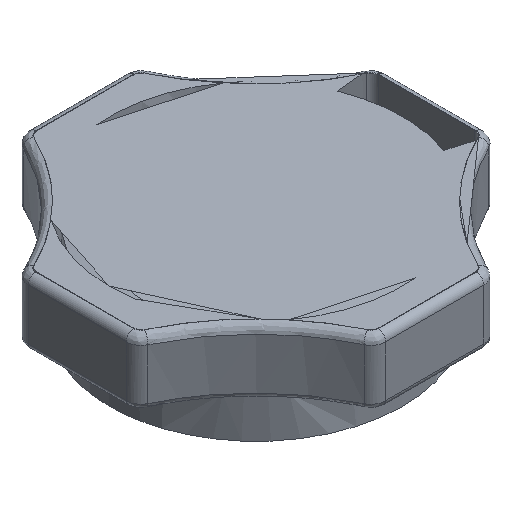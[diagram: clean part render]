
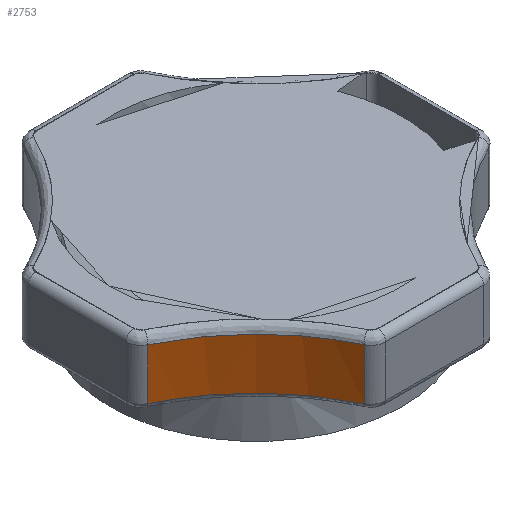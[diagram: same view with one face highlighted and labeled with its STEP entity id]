
A CAD part, isometric view. The second image highlights one B-rep face of the part: STEP entity #2753.
In plain terms, the highlighted free-form (B-spline) face has degree [2, 1] with [3, 2] control points.
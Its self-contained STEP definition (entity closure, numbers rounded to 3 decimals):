
#552 = VERTEX_POINT('',#553);
#553 = CARTESIAN_POINT('',(-31.247,-11.442,
    -8.318));
#607 = VERTEX_POINT('',#608);
#608 = CARTESIAN_POINT('',(-11.442,-31.247,
    -8.318));
#614 = EDGE_CURVE('',#607,#552,#615,.T.);
#615 = ( BOUNDED_CURVE() B_SPLINE_CURVE(2,(#616,#617,#618),
.UNSPECIFIED.,.F.,.F.) B_SPLINE_CURVE_WITH_KNOTS((3,3),(5.948,
6.618),.PIECEWISE_BEZIER_KNOTS.) CURVE() 
GEOMETRIC_REPRESENTATION_ITEM() RATIONAL_B_SPLINE_CURVE((1.,
0.944,1.)) REPRESENTATION_ITEM('') );
#616 = CARTESIAN_POINT('',(-11.442,-31.247,
    -8.318));
#617 = CARTESIAN_POINT('',(-17.895,-17.895,
    -8.318));
#618 = CARTESIAN_POINT('',(-31.247,-11.442,
    -8.318));
#1905 = VERTEX_POINT('',#1906);
#1906 = CARTESIAN_POINT('',(-31.247,-11.442,
    1.037));
#1941 = VERTEX_POINT('',#1942);
#1942 = CARTESIAN_POINT('',(-11.442,-31.247,
    1.037));
#1957 = EDGE_CURVE('',#1905,#1941,#1958,.T.);
#1958 = ( BOUNDED_CURVE() B_SPLINE_CURVE(2,(#1959,#1960,#1961),
.UNSPECIFIED.,.F.,.F.) B_SPLINE_CURVE_WITH_KNOTS((3,3),(5.948,
6.618),.PIECEWISE_BEZIER_KNOTS.) CURVE() 
GEOMETRIC_REPRESENTATION_ITEM() RATIONAL_B_SPLINE_CURVE((1.,
0.944,1.)) REPRESENTATION_ITEM('') );
#1959 = CARTESIAN_POINT('',(-31.247,-11.442,
    1.037));
#1960 = CARTESIAN_POINT('',(-17.895,-17.895,
    1.037));
#1961 = CARTESIAN_POINT('',(-11.442,-31.247,
    1.037));
#2643 = EDGE_CURVE('',#552,#1905,#2644,.T.);
#2644 = B_SPLINE_CURVE_WITH_KNOTS('',1,(#2645,#2646),.UNSPECIFIED.,.F.,
  .F.,(2,2),(-11.,-1.44),.PIECEWISE_BEZIER_KNOTS.);
#2645 = CARTESIAN_POINT('',(-31.247,-11.442,
    -8.318));
#2646 = CARTESIAN_POINT('',(-31.247,-11.442,
    1.037));
#2663 = EDGE_CURVE('',#1941,#607,#2664,.T.);
#2664 = B_SPLINE_CURVE_WITH_KNOTS('',1,(#2665,#2666),.UNSPECIFIED.,.F.,
  .F.,(2,2),(1.44,11.),.PIECEWISE_BEZIER_KNOTS.);
#2665 = CARTESIAN_POINT('',(-11.442,-31.247,
    1.037));
#2666 = CARTESIAN_POINT('',(-11.442,-31.247,
    -8.318));
#2753 = ADVANCED_FACE('',(#2754),#2760,.F.);
#2754 = FACE_BOUND('',#2755,.F.);
#2755 = EDGE_LOOP('',(#2756,#2757,#2758,#2759));
#2756 = ORIENTED_EDGE('',*,*,#2643,.T.);
#2757 = ORIENTED_EDGE('',*,*,#1957,.T.);
#2758 = ORIENTED_EDGE('',*,*,#2663,.T.);
#2759 = ORIENTED_EDGE('',*,*,#614,.T.);
#2760 = ( BOUNDED_SURFACE() B_SPLINE_SURFACE(2,1,(
    (#2761,#2762)
    ,(#2763,#2764)
    ,(#2765,#2766
)),.UNSPECIFIED.,.F.,.F.,.F.) B_SPLINE_SURFACE_WITH_KNOTS((3,3),(2,2),(
    5.573,6.243),(1.44,11.),.PIECEWISE_BEZIER_KNOTS.) 
GEOMETRIC_REPRESENTATION_ITEM() RATIONAL_B_SPLINE_SURFACE((
    (1.,1.)
    ,(0.944,0.944)
,(1.,1.))) REPRESENTATION_ITEM('') SURFACE() );
#2761 = CARTESIAN_POINT('',(-31.247,-11.442,
    1.037));
#2762 = CARTESIAN_POINT('',(-31.247,-11.442,
    -8.318));
#2763 = CARTESIAN_POINT('',(-17.895,-17.895,
    1.037));
#2764 = CARTESIAN_POINT('',(-17.895,-17.895,
    -8.318));
#2765 = CARTESIAN_POINT('',(-11.442,-31.247,
    1.037));
#2766 = CARTESIAN_POINT('',(-11.442,-31.247,
    -8.318));
